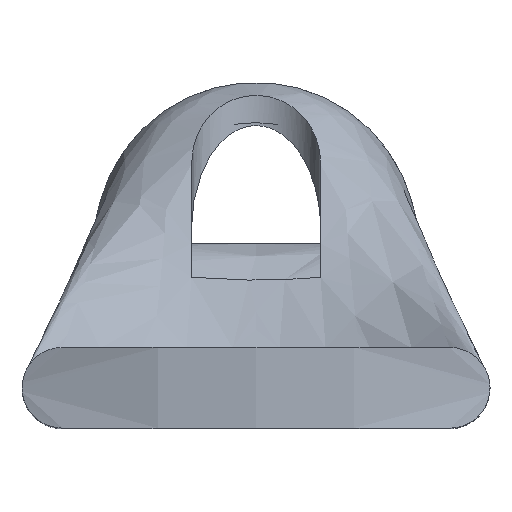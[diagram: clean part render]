
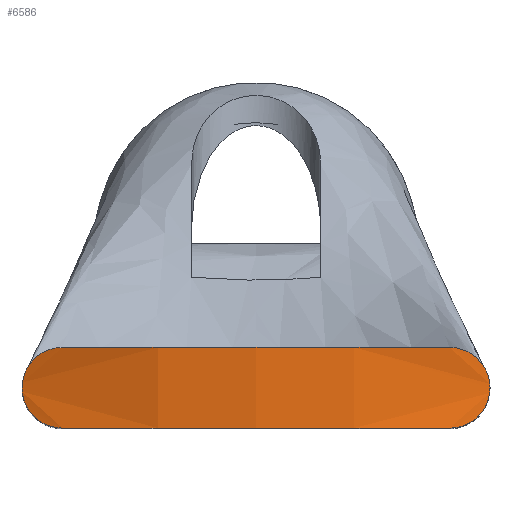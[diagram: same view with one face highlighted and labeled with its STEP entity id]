
A CAD part, top view. The second image highlights one B-rep face of the part: STEP entity #6586.
In plain terms, the highlighted cylindrical face has radius 40 mm (diameter 80 mm), a partial arc.
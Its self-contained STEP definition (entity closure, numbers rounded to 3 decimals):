
#4443=CARTESIAN_POINT('',(-12.,-6.5,67.158));
#4444=VERTEX_POINT('',#4443);
#4453=CARTESIAN_POINT('',(12.,-6.5,67.158));
#4454=VERTEX_POINT('',#4453);
#4455=CARTESIAN_POINT('',(0.,-6.5,29.));
#4456=DIRECTION('',(0.,1.,0.));
#4457=DIRECTION('',(0.363,0.,-0.932));
#4458=AXIS2_PLACEMENT_3D('',#4455,#4456,#4457);
#4459=CIRCLE('',#4458,40.);
#4460=EDGE_CURVE('',#4444,#4454,#4459,.T.);
#6464=CARTESIAN_POINT('',(12.,-11.5,67.158));
#6465=VERTEX_POINT('',#6464);
#6472=CARTESIAN_POINT('',(-12.,-11.5,67.158));
#6473=VERTEX_POINT('',#6472);
#6474=CARTESIAN_POINT('',(0.,-11.5,29.));
#6475=DIRECTION('',(0.,-1.,0.));
#6476=DIRECTION('',(0.363,0.,-0.932));
#6477=AXIS2_PLACEMENT_3D('',#6474,#6475,#6476);
#6478=CIRCLE('',#6477,40.);
#6479=EDGE_CURVE('',#6465,#6473,#6478,.T.);
#6499=CARTESIAN_POINT('',(-14.5,-9.,66.279));
#6500=VERTEX_POINT('',#6499);
#6501=CARTESIAN_POINT('',(-14.5,-9.0,66.279));
#6502=CARTESIAN_POINT('',(-14.5,-8.686,66.279));
#6503=CARTESIAN_POINT('',(-14.437,-8.354,66.304));
#6504=CARTESIAN_POINT('',(-14.187,-7.745,66.4));
#6505=CARTESIAN_POINT('',(-14.,-7.47,66.471));
#6506=CARTESIAN_POINT('',(-13.562,-7.022,66.631));
#6507=CARTESIAN_POINT('',(-13.278,-6.825,66.733));
#6508=CARTESIAN_POINT('',(-12.655,-6.564,66.947));
#6509=CARTESIAN_POINT('',(-12.317,-6.5,67.058));
#6510=CARTESIAN_POINT('',(-12.,-6.5,67.158));
#6511=B_SPLINE_CURVE_WITH_KNOTS('',3,(#6501,#6502,#6503,#6504,#6505,#6506,#6507,#6508,#6509,#6510),.UNSPECIFIED.,.F.,.U.,(4,2,2,2,4),(1.544,1.638,1.732,1.832,1.932),.UNSPECIFIED.);
#6512=EDGE_CURVE('',#6500,#4444,#6511,.T.);
#6519=CARTESIAN_POINT('',(-12.,-11.5,67.158));
#6520=CARTESIAN_POINT('',(-12.317,-11.5,67.058));
#6521=CARTESIAN_POINT('',(-12.655,-11.436,66.947));
#6522=CARTESIAN_POINT('',(-13.278,-11.175,66.733));
#6523=CARTESIAN_POINT('',(-13.562,-10.978,66.631));
#6524=CARTESIAN_POINT('',(-14.,-10.53,66.471));
#6525=CARTESIAN_POINT('',(-14.187,-10.255,66.4));
#6526=CARTESIAN_POINT('',(-14.437,-9.646,66.304));
#6527=CARTESIAN_POINT('',(-14.5,-9.314,66.279));
#6528=CARTESIAN_POINT('',(-14.5,-9.,66.279));
#6529=B_SPLINE_CURVE_WITH_KNOTS('',3,(#6519,#6520,#6521,#6522,#6523,#6524,#6525,#6526,#6527,#6528),.UNSPECIFIED.,.F.,.U.,(4,2,2,2,4),(1.156,1.256,1.356,1.45,1.544),.UNSPECIFIED.);
#6530=EDGE_CURVE('',#6473,#6500,#6529,.T.);
#6547=CARTESIAN_POINT('',(0.,-6.5,29.));
#6548=DIRECTION('',(0.,-1.0,0.0));
#6549=DIRECTION('',(0.363,0.,-0.932));
#6550=AXIS2_PLACEMENT_3D('',#6547,#6548,#6549);
#6551=CYLINDRICAL_SURFACE('',#6550,40.0);
#6552=CARTESIAN_POINT('',(14.5,-9.,66.279));
#6553=VERTEX_POINT('',#6552);
#6554=CARTESIAN_POINT('',(14.5,-9.,66.279));
#6555=CARTESIAN_POINT('',(14.5,-9.314,66.279));
#6556=CARTESIAN_POINT('',(14.437,-9.646,66.304));
#6557=CARTESIAN_POINT('',(14.187,-10.255,66.4));
#6558=CARTESIAN_POINT('',(14.,-10.53,66.471));
#6559=CARTESIAN_POINT('',(13.562,-10.978,66.631));
#6560=CARTESIAN_POINT('',(13.278,-11.175,66.733));
#6561=CARTESIAN_POINT('',(12.655,-11.436,66.947));
#6562=CARTESIAN_POINT('',(12.317,-11.5,67.058));
#6563=CARTESIAN_POINT('',(12.,-11.5,67.158));
#6564=B_SPLINE_CURVE_WITH_KNOTS('',3,(#6554,#6555,#6556,#6557,#6558,#6559,#6560,#6561,#6562,#6563),.UNSPECIFIED.,.F.,.U.,(4,2,2,2,4),(0.772,0.866,0.96,1.06,1.16),.UNSPECIFIED.);
#6565=EDGE_CURVE('',#6553,#6465,#6564,.T.);
#6566=ORIENTED_EDGE('',*,*,#6565,.F.);
#6567=CARTESIAN_POINT('',(12.,-6.5,67.158));
#6568=CARTESIAN_POINT('',(12.317,-6.5,67.058));
#6569=CARTESIAN_POINT('',(12.655,-6.564,66.947));
#6570=CARTESIAN_POINT('',(13.278,-6.825,66.733));
#6571=CARTESIAN_POINT('',(13.562,-7.022,66.631));
#6572=CARTESIAN_POINT('',(14.,-7.47,66.471));
#6573=CARTESIAN_POINT('',(14.187,-7.745,66.4));
#6574=CARTESIAN_POINT('',(14.437,-8.354,66.304));
#6575=CARTESIAN_POINT('',(14.5,-8.686,66.279));
#6576=CARTESIAN_POINT('',(14.5,-9.,66.279));
#6577=B_SPLINE_CURVE_WITH_KNOTS('',3,(#6567,#6568,#6569,#6570,#6571,#6572,#6573,#6574,#6575,#6576),.UNSPECIFIED.,.F.,.U.,(4,2,2,2,4),(0.384,0.484,0.584,0.678,0.772),.UNSPECIFIED.);
#6578=EDGE_CURVE('',#4454,#6553,#6577,.T.);
#6579=ORIENTED_EDGE('',*,*,#6578,.F.);
#6580=ORIENTED_EDGE('',*,*,#4460,.F.);
#6581=ORIENTED_EDGE('',*,*,#6512,.F.);
#6582=ORIENTED_EDGE('',*,*,#6530,.F.);
#6583=ORIENTED_EDGE('',*,*,#6479,.F.);
#6584=EDGE_LOOP('',(#6566,#6579,#6580,#6581,#6582,#6583));
#6585=FACE_OUTER_BOUND('',#6584,.T.);
#6586=ADVANCED_FACE('',(#6585),#6551,.T.);
